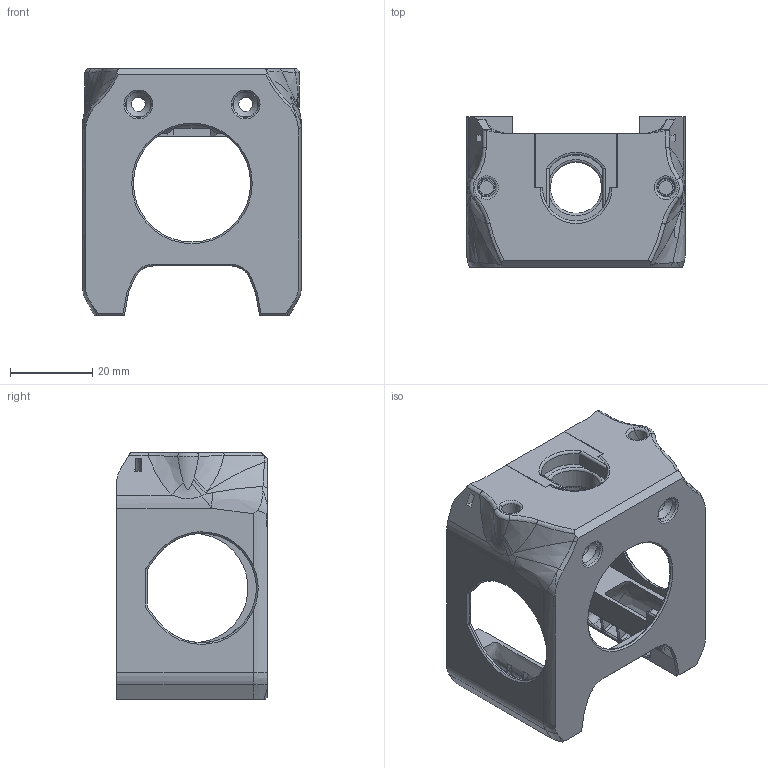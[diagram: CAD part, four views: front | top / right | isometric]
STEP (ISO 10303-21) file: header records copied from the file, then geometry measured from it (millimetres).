
FILE_DESCRIPTION(/* description */ (''),/* implementation_level */ '2;1');
FILE_NAME(/* name */ 'Mini_AfterSherpa_V6_Zodiac_BMO.step',/* time_stamp */ '2022-04-30T02:02:49-05:00',/* author */ (''),/* organization */ (''),/* preprocessor_version */ 'ST-DEVELOPER v18.1',/* originating_system */ 'Autodesk Translation Framework v10.14.0.1471',/* authorisation */ '');
FILE_SCHEMA (('AUTOMOTIVE_DESIGN { 1 0 10303 214 3 1 1 }'));
Products named in the file (2): Mini_AfterSherpa_V6_Zodiac_BMO; Mini_AfterSherpa_Zodiac_BMO_Plus_V6
Assembly tree (1 placements, depth 2):
  Mini_AfterSherpa_V6_Zodiac_BMO
    Mini_AfterSherpa_Zodiac_BMO_Plus_V6
Bounding box: 53 x 36.49 x 59.85 mm (x, y, z)
Volume: 31513 mm3; surface area: 18645 mm2
Topology: 2 solids, 2 shells, 609 faces, 1668 edges, 1009 vertices
Faces by surface type: bspline 230, plane 188, cylinder 132, cone 28, torus 28, sphere 3
Full cylindrical faces by diameter (mm): 3.4 x6, 4.5 x2, 6.2 x2, 28.4 x1
Entity records: 43128 total; most frequent: CARTESIAN_POINT 29452, ORIENTED_EDGE 3238, DIRECTION 2345, EDGE_CURVE 1619, VERTEX_POINT 1009, AXIS2_PLACEMENT_3D 869, EDGE_LOOP 638, FACE_OUTER_BOUND 609
